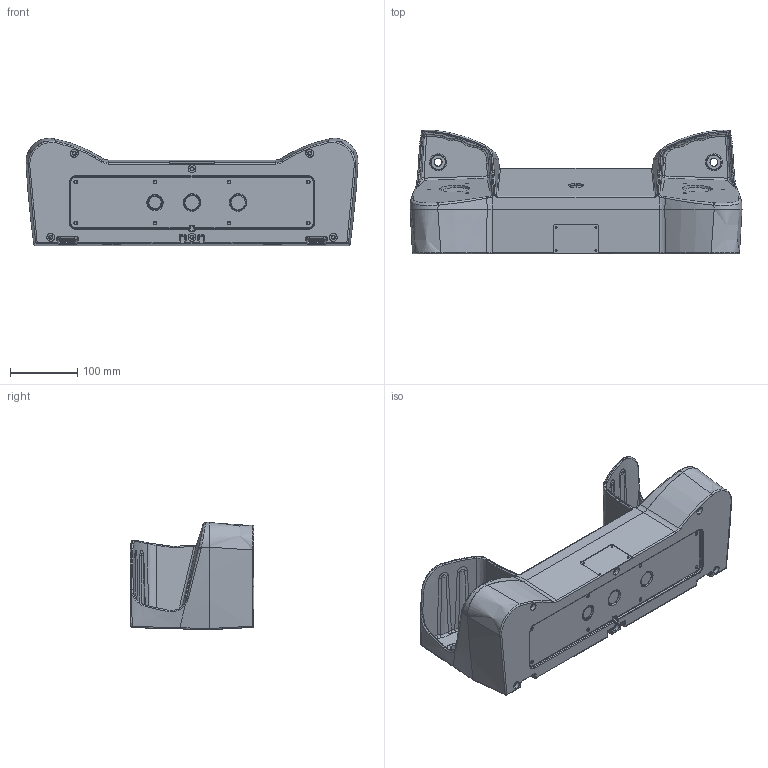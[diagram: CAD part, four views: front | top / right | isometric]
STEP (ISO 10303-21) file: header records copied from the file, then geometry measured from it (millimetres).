
FILE_DESCRIPTION (( 'STEP AP203' ), '1' );
FILE_NAME ('SafeCap_Bedienpult_1.STEP', '2012-10-22T10:59:45', ( '' ), ( '' ), 'SwSTEP 2.0', 'SolidWorks 2011', '' );
FILE_SCHEMA (( 'CONFIG_CONTROL_DESIGN' ));
Products named in the file (1): SafeCap_Bedienpult_1
Bounding box: 493.62 x 184.1 x 159.63 mm (x, y, z)
Volume: 1446265.1 mm3; surface area: 650264.6 mm2
Topology: 5 solids, 5 shells, 2200 faces, 5597 edges, 3268 vertices
Faces by surface type: bspline 933, cylinder 619, plane 357, cone 280, torus 11
Entity records: 125312 total; most frequent: CARTESIAN_POINT 83651, ORIENTED_EDGE 10726, DIRECTION 5773, EDGE_CURVE 5363, VERTEX_POINT 3265, B_SPLINE_CURVE_WITH_KNOTS 2333, EDGE_LOOP 2326, FACE_OUTER_BOUND 2200
